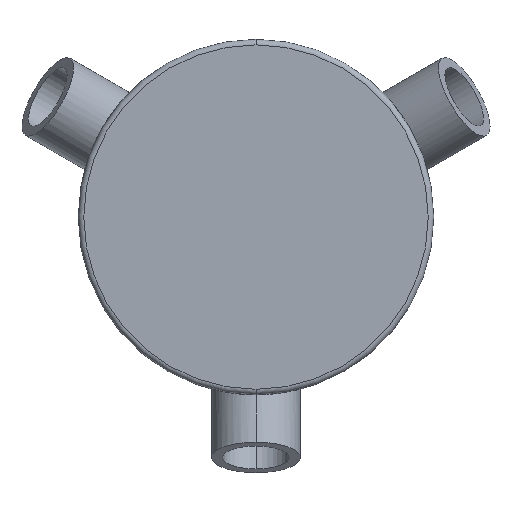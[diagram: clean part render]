
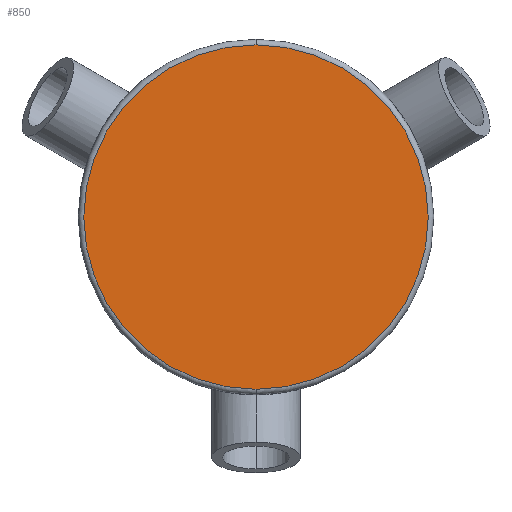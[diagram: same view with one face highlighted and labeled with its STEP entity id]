
A CAD part, front view. The second image highlights one B-rep face of the part: STEP entity #850.
In plain terms, the highlighted planar face has unit normal (0, -1, 0).
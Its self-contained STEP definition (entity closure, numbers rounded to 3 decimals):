
#58 = EDGE_LOOP ( 'NONE', ( #949, #231 ) ) ;
#107 = DIRECTION ( 'NONE',  ( 0., -1., 0. ) ) ;
#114 = CARTESIAN_POINT ( 'NONE',  ( 0., -7., -15.5 ) ) ;
#134 = CARTESIAN_POINT ( 'NONE',  ( 0., -7., 0. ) ) ;
#143 = PLANE ( 'NONE',  #1007 ) ;
#188 = CIRCLE ( 'NONE', #758, 15.5 ) ;
#206 = AXIS2_PLACEMENT_3D ( 'NONE', #892, #107, #802 ) ;
#231 = ORIENTED_EDGE ( 'NONE', *, *, #791, .T. ) ;
#303 = FACE_OUTER_BOUND ( 'NONE', #58, .T. ) ;
#389 = CARTESIAN_POINT ( 'NONE',  ( 0., -7., 0. ) ) ;
#408 = DIRECTION ( 'NONE',  ( 0., 1., 0. ) ) ;
#473 = DIRECTION ( 'NONE',  ( 0., 0., 1. ) ) ;
#741 = CIRCLE ( 'NONE', #206, 15.5 ) ;
#744 = DIRECTION ( 'NONE',  ( 0., -1., 0. ) ) ;
#751 = VERTEX_POINT ( 'NONE', #114 ) ;
#758 = AXIS2_PLACEMENT_3D ( 'NONE', #389, #744, #1073 ) ;
#791 = EDGE_CURVE ( 'NONE', #751, #847, #188, .T. ) ;
#802 = DIRECTION ( 'NONE',  ( 0., 0., 1. ) ) ;
#847 = VERTEX_POINT ( 'NONE', #1000 ) ;
#850 = ADVANCED_FACE ( 'NONE', ( #303 ), #143, .F. ) ;
#892 = CARTESIAN_POINT ( 'NONE',  ( 0., -7., 0. ) ) ;
#949 = ORIENTED_EDGE ( 'NONE', *, *, #1014, .T. ) ;
#1000 = CARTESIAN_POINT ( 'NONE',  ( 0., -7., 15.5 ) ) ;
#1007 = AXIS2_PLACEMENT_3D ( 'NONE', #134, #408, #473 ) ;
#1014 = EDGE_CURVE ( 'NONE', #847, #751, #741, .T. ) ;
#1073 = DIRECTION ( 'NONE',  ( 0., 0., 1. ) ) ;
